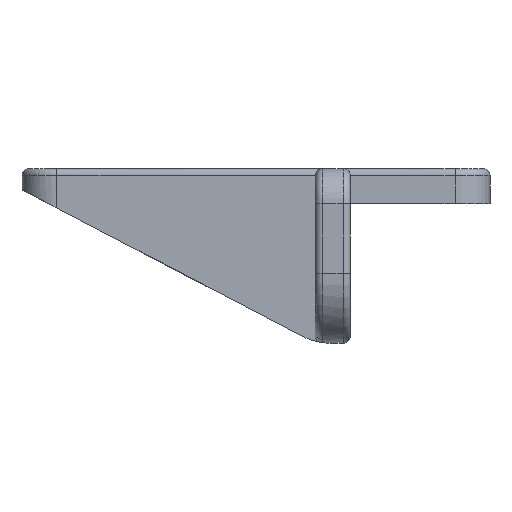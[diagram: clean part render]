
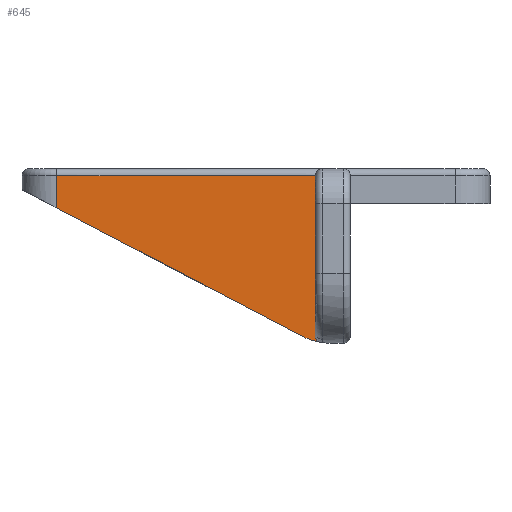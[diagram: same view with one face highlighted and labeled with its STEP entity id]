
A CAD part, left-side view. The second image highlights one B-rep face of the part: STEP entity #645.
In plain terms, the highlighted planar face has unit normal (-1, 0, 0).
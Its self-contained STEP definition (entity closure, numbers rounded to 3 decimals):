
#33 = CYLINDRICAL_SURFACE('',#34,10.);
#34 = AXIS2_PLACEMENT_3D('',#35,#36,#37);
#35 = CARTESIAN_POINT('',(144.847,2.539,-280.766
    ));
#36 = DIRECTION('',(1.,0.,0.));
#37 = DIRECTION('',(0.,0.239,-0.971));
#246 = VERTEX_POINT('',#247);
#247 = CARTESIAN_POINT('',(88.847,4.626,
    -290.546));
#261 = CYLINDRICAL_SURFACE('',#262,1.);
#262 = AXIS2_PLACEMENT_3D('',#263,#264,#265);
#263 = CARTESIAN_POINT('',(117.847,4.,
    -289.766));
#264 = DIRECTION('',(1.,0.,0.));
#265 = DIRECTION('',(0.,0.707,-0.707)
  );
#273 = EDGE_CURVE('',#246,#274,#276,.T.);
#274 = VERTEX_POINT('',#275);
#275 = CARTESIAN_POINT('',(88.847,7.179,
    -289.624));
#276 = SURFACE_CURVE('',#277,(#282,#289),.PCURVE_S1.);
#277 = CIRCLE('',#278,10.);
#278 = AXIS2_PLACEMENT_3D('',#279,#280,#281);
#279 = CARTESIAN_POINT('',(88.847,2.539,
    -280.766));
#280 = DIRECTION('',(1.,0.,0.));
#281 = DIRECTION('',(0.,0.239,-0.971)
  );
#282 = PCURVE('',#33,#283);
#283 = DEFINITIONAL_REPRESENTATION('',(#284),#288);
#284 = LINE('',#285,#286);
#285 = CARTESIAN_POINT('',(0.,-56.));
#286 = VECTOR('',#287,1.);
#287 = DIRECTION('',(1.,0.));
#288 = ( GEOMETRIC_REPRESENTATION_CONTEXT(2) 
PARAMETRIC_REPRESENTATION_CONTEXT() REPRESENTATION_CONTEXT('2D SPACE',''
  ) );
#289 = PCURVE('',#290,#295);
#290 = PLANE('',#291);
#291 = AXIS2_PLACEMENT_3D('',#292,#293,#294);
#292 = CARTESIAN_POINT('',(88.847,2.5,
    -279.766));
#293 = DIRECTION('',(-1.,0.,0.));
#294 = DIRECTION('',(0.,0.,1.));
#295 = DEFINITIONAL_REPRESENTATION('',(#296),#304);
#296 = ( BOUNDED_CURVE() B_SPLINE_CURVE(2,(#297,#298,#299,#300,#301,#302
,#303),.UNSPECIFIED.,.T.,.F.) B_SPLINE_CURVE_WITH_KNOTS((1,2,2,2,2,1),(
    -2.094,0.,2.094,4.189,6.283,
8.378),.UNSPECIFIED.) CURVE() GEOMETRIC_REPRESENTATION_ITEM() 
RATIONAL_B_SPLINE_CURVE((1.,0.5,1.,0.5,1.,0.5,1.)) REPRESENTATION_ITEM(
  '') );
#297 = CARTESIAN_POINT('',(-10.71,2.429));
#298 = CARTESIAN_POINT('',(-6.572,19.248));
#299 = CARTESIAN_POINT('',(5.924,7.254));
#300 = CARTESIAN_POINT('',(18.421,-4.739));
#301 = CARTESIAN_POINT('',(1.786,-9.565));
#302 = CARTESIAN_POINT('',(-14.849,-14.39));
#303 = CARTESIAN_POINT('',(-10.71,2.429));
#304 = ( GEOMETRIC_REPRESENTATION_CONTEXT(2) 
PARAMETRIC_REPRESENTATION_CONTEXT() REPRESENTATION_CONTEXT('2D SPACE',''
  ) );
#322 = PLANE('',#323);
#323 = AXIS2_PLACEMENT_3D('',#324,#325,#326);
#324 = CARTESIAN_POINT('',(88.847,5.,
    -290.766));
#325 = DIRECTION('',(0.,0.464,-0.886));
#326 = DIRECTION('',(0.,0.886,0.464));
#645 = ADVANCED_FACE('',(#646),#290,.T.);
#646 = FACE_BOUND('',#647,.T.);
#647 = EDGE_LOOP('',(#648,#649,#677,#705,#733,#761));
#648 = ORIENTED_EDGE('',*,*,#273,.F.);
#649 = ORIENTED_EDGE('',*,*,#650,.T.);
#650 = EDGE_CURVE('',#246,#651,#653,.T.);
#651 = VERTEX_POINT('',#652);
#652 = CARTESIAN_POINT('',(88.847,5.,
    -289.766));
#653 = SURFACE_CURVE('',#654,(#659,#670),.PCURVE_S1.);
#654 = CIRCLE('',#655,1.);
#655 = AXIS2_PLACEMENT_3D('',#656,#657,#658);
#656 = CARTESIAN_POINT('',(88.847,4.,
    -289.766));
#657 = DIRECTION('',(1.,0.,0.));
#658 = DIRECTION('',(0.,0.707,-0.707)
  );
#659 = PCURVE('',#290,#660);
#660 = DEFINITIONAL_REPRESENTATION('',(#661),#669);
#661 = ( BOUNDED_CURVE() B_SPLINE_CURVE(2,(#662,#663,#664,#665,#666,#667
,#668),.UNSPECIFIED.,.T.,.F.) B_SPLINE_CURVE_WITH_KNOTS((1,2,2,2,2,1),(
    -2.094,0.,2.094,4.189,6.283,
8.378),.UNSPECIFIED.) CURVE() GEOMETRIC_REPRESENTATION_ITEM() 
RATIONAL_B_SPLINE_CURVE((1.,0.5,1.,0.5,1.,0.5,1.)) REPRESENTATION_ITEM(
  '') );
#662 = CARTESIAN_POINT('',(-10.707,2.207));
#663 = CARTESIAN_POINT('',(-9.482,3.432));
#664 = CARTESIAN_POINT('',(-9.034,1.759));
#665 = CARTESIAN_POINT('',(-8.586,0.086));
#666 = CARTESIAN_POINT('',(-10.259,0.534));
#667 = CARTESIAN_POINT('',(-11.932,0.982));
#668 = CARTESIAN_POINT('',(-10.707,2.207));
#669 = ( GEOMETRIC_REPRESENTATION_CONTEXT(2) 
PARAMETRIC_REPRESENTATION_CONTEXT() REPRESENTATION_CONTEXT('2D SPACE',''
  ) );
#670 = PCURVE('',#261,#671);
#671 = DEFINITIONAL_REPRESENTATION('',(#672),#676);
#672 = LINE('',#673,#674);
#673 = CARTESIAN_POINT('',(-6.283,-29.));
#674 = VECTOR('',#675,1.);
#675 = DIRECTION('',(1.,0.));
#676 = ( GEOMETRIC_REPRESENTATION_CONTEXT(2) 
PARAMETRIC_REPRESENTATION_CONTEXT() REPRESENTATION_CONTEXT('2D SPACE',''
  ) );
#677 = ORIENTED_EDGE('',*,*,#678,.F.);
#678 = EDGE_CURVE('',#679,#651,#681,.T.);
#679 = VERTEX_POINT('',#680);
#680 = CARTESIAN_POINT('',(88.847,5.,
    -266.766));
#681 = SURFACE_CURVE('',#682,(#686,#693),.PCURVE_S1.);
#682 = LINE('',#683,#684);
#683 = CARTESIAN_POINT('',(88.847,5.,
    -279.016));
#684 = VECTOR('',#685,1.);
#685 = DIRECTION('',(0.,0.,-1.));
#686 = PCURVE('',#290,#687);
#687 = DEFINITIONAL_REPRESENTATION('',(#688),#692);
#688 = LINE('',#689,#690);
#689 = CARTESIAN_POINT('',(0.75,2.5));
#690 = VECTOR('',#691,1.);
#691 = DIRECTION('',(-1.,0.));
#692 = ( GEOMETRIC_REPRESENTATION_CONTEXT(2) 
PARAMETRIC_REPRESENTATION_CONTEXT() REPRESENTATION_CONTEXT('2D SPACE',''
  ) );
#693 = PCURVE('',#694,#699);
#694 = PLANE('',#695);
#695 = AXIS2_PLACEMENT_3D('',#696,#697,#698);
#696 = CARTESIAN_POINT('',(82.847,5.,
    -278.266));
#697 = DIRECTION('',(0.,-1.,0.));
#698 = DIRECTION('',(1.,0.,0.));
#699 = DEFINITIONAL_REPRESENTATION('',(#700),#704);
#700 = LINE('',#701,#702);
#701 = CARTESIAN_POINT('',(6.,-0.75));
#702 = VECTOR('',#703,1.);
#703 = DIRECTION('',(0.,-1.));
#704 = ( GEOMETRIC_REPRESENTATION_CONTEXT(2) 
PARAMETRIC_REPRESENTATION_CONTEXT() REPRESENTATION_CONTEXT('2D SPACE',''
  ) );
#705 = ORIENTED_EDGE('',*,*,#706,.F.);
#706 = EDGE_CURVE('',#707,#679,#709,.T.);
#707 = VERTEX_POINT('',#708);
#708 = CARTESIAN_POINT('',(88.847,42.,
    -266.766));
#709 = SURFACE_CURVE('',#710,(#714,#721),.PCURVE_S1.);
#710 = LINE('',#711,#712);
#711 = CARTESIAN_POINT('',(88.847,1.25,
    -266.766));
#712 = VECTOR('',#713,1.);
#713 = DIRECTION('',(0.,-1.,0.));
#714 = PCURVE('',#290,#715);
#715 = DEFINITIONAL_REPRESENTATION('',(#716),#720);
#716 = LINE('',#717,#718);
#717 = CARTESIAN_POINT('',(13.,-1.25));
#718 = VECTOR('',#719,1.);
#719 = DIRECTION('',(0.,-1.));
#720 = ( GEOMETRIC_REPRESENTATION_CONTEXT(2) 
PARAMETRIC_REPRESENTATION_CONTEXT() REPRESENTATION_CONTEXT('2D SPACE',''
  ) );
#721 = PCURVE('',#722,#727);
#722 = CYLINDRICAL_SURFACE('',#723,1.);
#723 = AXIS2_PLACEMENT_3D('',#724,#725,#726);
#724 = CARTESIAN_POINT('',(89.847,1.25,
    -266.766));
#725 = DIRECTION('',(0.,1.,0.));
#726 = DIRECTION('',(-0.707,0.,0.707)
  );
#727 = DEFINITIONAL_REPRESENTATION('',(#728),#732);
#728 = LINE('',#729,#730);
#729 = CARTESIAN_POINT('',(-0.785,0.));
#730 = VECTOR('',#731,1.);
#731 = DIRECTION('',(0.,-1.));
#732 = ( GEOMETRIC_REPRESENTATION_CONTEXT(2) 
PARAMETRIC_REPRESENTATION_CONTEXT() REPRESENTATION_CONTEXT('2D SPACE',''
  ) );
#733 = ORIENTED_EDGE('',*,*,#734,.F.);
#734 = EDGE_CURVE('',#735,#707,#737,.T.);
#735 = VERTEX_POINT('',#736);
#736 = CARTESIAN_POINT('',(88.847,42.,
    -271.385));
#737 = SURFACE_CURVE('',#738,(#742,#749),.PCURVE_S1.);
#738 = LINE('',#739,#740);
#739 = CARTESIAN_POINT('',(88.847,42.,
    -272.766));
#740 = VECTOR('',#741,1.);
#741 = DIRECTION('',(0.,0.,1.));
#742 = PCURVE('',#290,#743);
#743 = DEFINITIONAL_REPRESENTATION('',(#744),#748);
#744 = LINE('',#745,#746);
#745 = CARTESIAN_POINT('',(7.,39.5));
#746 = VECTOR('',#747,1.);
#747 = DIRECTION('',(1.,0.));
#748 = ( GEOMETRIC_REPRESENTATION_CONTEXT(2) 
PARAMETRIC_REPRESENTATION_CONTEXT() REPRESENTATION_CONTEXT('2D SPACE',''
  ) );
#749 = PCURVE('',#750,#755);
#750 = CYLINDRICAL_SURFACE('',#751,5.);
#751 = AXIS2_PLACEMENT_3D('',#752,#753,#754);
#752 = CARTESIAN_POINT('',(93.847,42.,
    -272.766));
#753 = DIRECTION('',(0.,0.,-1.));
#754 = DIRECTION('',(-0.707,0.707,0.)
  );
#755 = DEFINITIONAL_REPRESENTATION('',(#756),#760);
#756 = LINE('',#757,#758);
#757 = CARTESIAN_POINT('',(5.498,0.));
#758 = VECTOR('',#759,1.);
#759 = DIRECTION('',(0.,-1.));
#760 = ( GEOMETRIC_REPRESENTATION_CONTEXT(2) 
PARAMETRIC_REPRESENTATION_CONTEXT() REPRESENTATION_CONTEXT('2D SPACE',''
  ) );
#761 = ORIENTED_EDGE('',*,*,#762,.T.);
#762 = EDGE_CURVE('',#735,#274,#763,.T.);
#763 = SURFACE_CURVE('',#764,(#768,#775),.PCURVE_S1.);
#764 = LINE('',#765,#766);
#765 = CARTESIAN_POINT('',(88.847,47.,
    -268.766));
#766 = VECTOR('',#767,1.);
#767 = DIRECTION('',(0.,-0.886,-0.464));
#768 = PCURVE('',#290,#769);
#769 = DEFINITIONAL_REPRESENTATION('',(#770),#774);
#770 = LINE('',#771,#772);
#771 = CARTESIAN_POINT('',(11.,44.5));
#772 = VECTOR('',#773,1.);
#773 = DIRECTION('',(-0.464,-0.886));
#774 = ( GEOMETRIC_REPRESENTATION_CONTEXT(2) 
PARAMETRIC_REPRESENTATION_CONTEXT() REPRESENTATION_CONTEXT('2D SPACE',''
  ) );
#775 = PCURVE('',#322,#776);
#776 = DEFINITIONAL_REPRESENTATION('',(#777),#781);
#777 = LINE('',#778,#779);
#778 = CARTESIAN_POINT('',(47.413,0.));
#779 = VECTOR('',#780,1.);
#780 = DIRECTION('',(-1.,0.));
#781 = ( GEOMETRIC_REPRESENTATION_CONTEXT(2) 
PARAMETRIC_REPRESENTATION_CONTEXT() REPRESENTATION_CONTEXT('2D SPACE',''
  ) );
